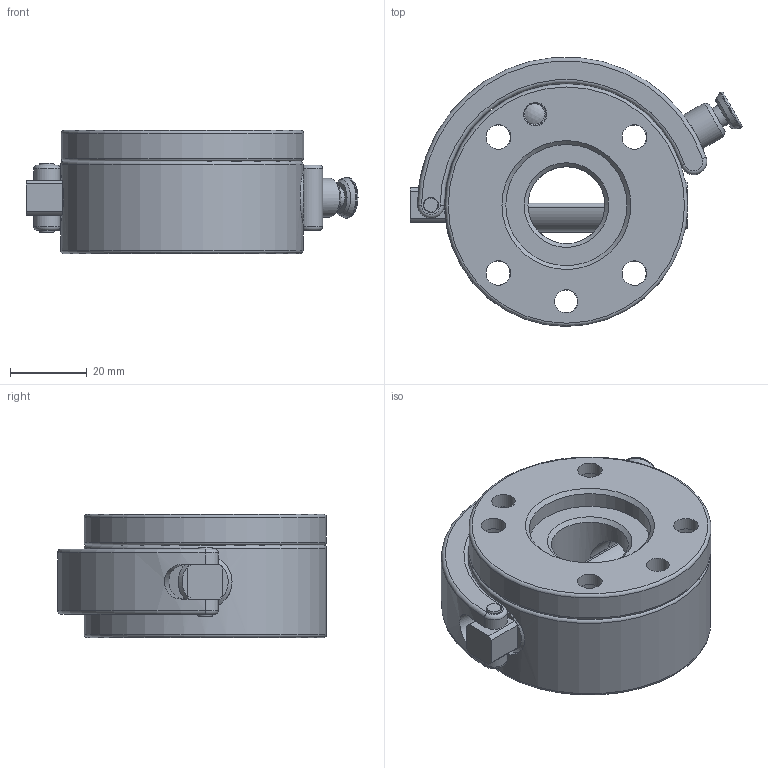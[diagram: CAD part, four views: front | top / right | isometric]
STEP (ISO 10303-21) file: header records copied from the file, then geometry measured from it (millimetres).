
FILE_DESCRIPTION(/* description */ (''),/* implementation_level */ '2;1');
FILE_NAME(/* name */ 'MGW063 Assembly.step',/* time_stamp */ '2022-02-03T14:56:31+01:00',/* author */ (''),/* organization */ (''),/* preprocessor_version */ 'ST-DEVELOPER v18.1',/* originating_system */ 'Autodesk Translation Framework v10.13.0.1454',/* authorisation */ '');
FILE_SCHEMA (('AUTOMOTIVE_DESIGN { 1 0 10303 214 3 1 1 }'));
Length unit declared in the file: millimetre
Products named in the file (3): MGW063; G-MGW063-2O; G-MGW063-2U
Assembly tree (2 placements, depth 2):
  MGW063
    G-MGW063-2O
    G-MGW063-2U
Bounding box: 86.29 x 69.87 x 32 mm (x, y, z)
Volume: 89052.6 mm3; surface area: 32954.5 mm2
Topology: 2 solids, 2 shells, 167 faces, 401 edges, 254 vertices
Faces by surface type: cylinder 68, plane 55, cone 20, torus 18, bspline 4, sphere 2
Full cylindrical faces by diameter (mm): 3.5 x1, 4 x3, 4.1 x1, 4.134 x3, 5.58 x1, 5.8 x1, 6 x3, 6.1 x1, 6.2 x1, 6.4 x8, 6.5 x1, 10.1 x2, 10.6 x1, 11 x8, 14 x2, 20 x1, 31.5 x3, 63 x2
Entity records: 5870 total; most frequent: CARTESIAN_POINT 1563, DIRECTION 893, ORIENTED_EDGE 806, EDGE_CURVE 403, AXIS2_PLACEMENT_3D 372, VERTEX_POINT 254, EDGE_LOOP 223, CIRCLE 204
